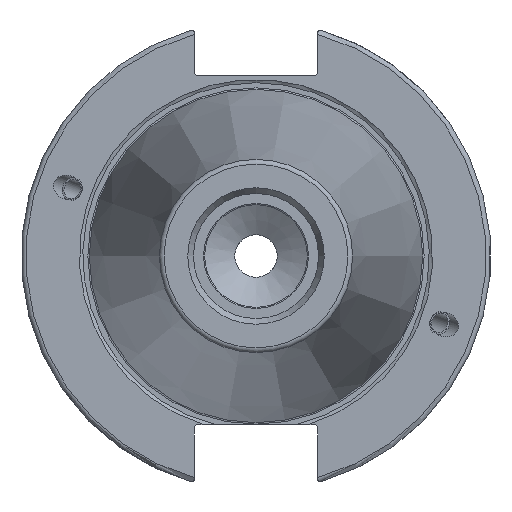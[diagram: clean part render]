
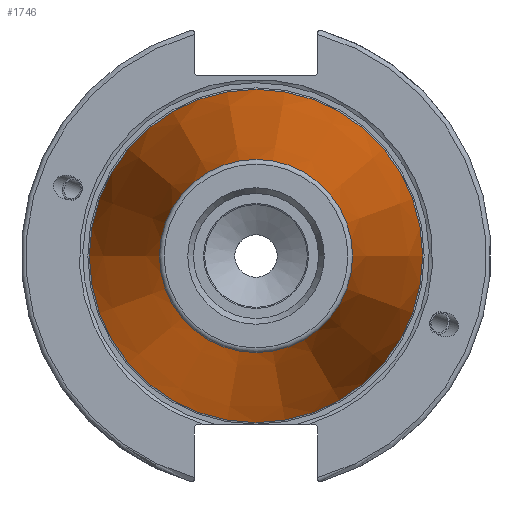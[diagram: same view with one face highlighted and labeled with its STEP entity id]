
A CAD part, left-side view. The second image highlights one B-rep face of the part: STEP entity #1746.
In plain terms, the highlighted conical face has half-angle 8.297 degrees and reference radius 27.517 mm.
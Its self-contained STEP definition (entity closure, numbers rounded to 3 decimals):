
#51=CONICAL_SURFACE('',#1953,27.517,0.145);
#233=FACE_OUTER_BOUND('',#348,.T.);
#348=EDGE_LOOP('',(#1499,#1500,#1501,#1502,#1503));
#465=LINE('',#3431,#568);
#568=VECTOR('',#2393,27.517);
#667=CIRCLE('',#1947,20.233);
#668=CIRCLE('',#1948,20.233);
#672=CIRCLE('',#1954,34.925);
#842=VERTEX_POINT('',#3418);
#843=VERTEX_POINT('',#3419);
#846=VERTEX_POINT('',#3429);
#1077=EDGE_CURVE('',#842,#843,#667,.T.);
#1078=EDGE_CURVE('',#843,#842,#668,.T.);
#1082=EDGE_CURVE('',#846,#846,#672,.T.);
#1083=EDGE_CURVE('',#846,#843,#465,.T.);
#1499=ORIENTED_EDGE('',*,*,#1082,.F.);
#1500=ORIENTED_EDGE('',*,*,#1083,.T.);
#1501=ORIENTED_EDGE('',*,*,#1077,.F.);
#1502=ORIENTED_EDGE('',*,*,#1078,.F.);
#1503=ORIENTED_EDGE('',*,*,#1083,.F.);
#1746=ADVANCED_FACE('',(#233),#51,.T.);
#1947=AXIS2_PLACEMENT_3D('',#3420,#2377,#2378);
#1948=AXIS2_PLACEMENT_3D('',#3421,#2379,#2380);
#1953=AXIS2_PLACEMENT_3D('',#3428,#2389,#2390);
#1954=AXIS2_PLACEMENT_3D('',#3430,#2391,#2392);
#2377=DIRECTION('center_axis',(-1.,0.,0.));
#2378=DIRECTION('ref_axis',(0.,-1.,0.));
#2379=DIRECTION('center_axis',(-1.,0.,0.));
#2380=DIRECTION('ref_axis',(0.,-1.,0.));
#2389=DIRECTION('center_axis',(1.,0.,0.));
#2390=DIRECTION('ref_axis',(0.,1.,0.));
#2391=DIRECTION('center_axis',(1.,0.,0.));
#2392=DIRECTION('ref_axis',(0.,0.,-1.));
#2393=DIRECTION('',(-0.99,0.144,0.));
#3418=CARTESIAN_POINT('',(-100.744,0.,20.233));
#3419=CARTESIAN_POINT('',(-100.744,-20.233,0.));
#3420=CARTESIAN_POINT('Origin',(-100.744,0.,0.));
#3421=CARTESIAN_POINT('Origin',(-100.744,0.,0.));
#3428=CARTESIAN_POINT('Origin',(-50.8,0.,0.));
#3429=CARTESIAN_POINT('',(0.,-34.925,0.));
#3430=CARTESIAN_POINT('Origin',(0.,0.,0.));
#3431=CARTESIAN_POINT('',(-50.8,-27.517,0.));
